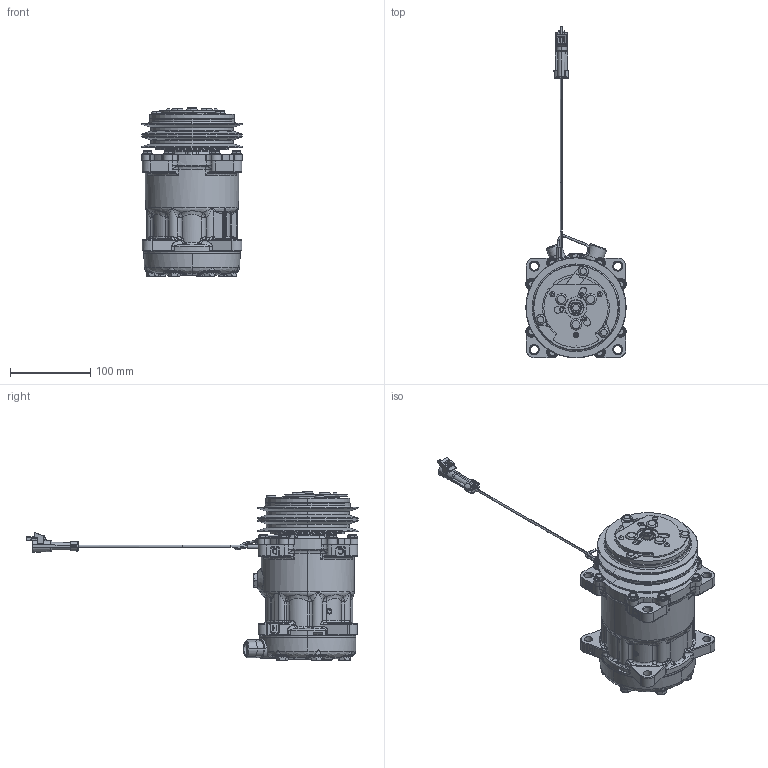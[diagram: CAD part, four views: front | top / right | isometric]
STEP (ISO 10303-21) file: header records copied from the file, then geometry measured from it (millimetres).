
FILE_DESCRIPTION (( 'STEP AP203' ), '1' );
FILE_NAME ('SANDEN_4093_REV_C_COMPR_AC.STEP', '2010-10-11T15:56:13', ( '' ), ( '' ), 'SwSTEP 2.0', 'SolidWorks 2010', '' );
FILE_SCHEMA (( 'CONFIG_CONTROL_DESIGN' ));
Length unit declared in the file: millimetre
Products named in the file (1): SANDEN_4093_REV_C_COMPR_AC
Bounding box: 125 x 413.4 x 211.44 mm (x, y, z)
Volume: 2055051.3 mm3; surface area: 252111 mm2
Topology: 3 solids, 16 shells, 2497 faces, 6545 edges, 4098 vertices
Faces by surface type: cylinder 825, plane 689, bspline 459, cone 273, torus 231, sphere 20
Entity records: 162876 total; most frequent: CARTESIAN_POINT 106567, ORIENTED_EDGE 12992, DIRECTION 10025, EDGE_CURVE 6496, VERTEX_POINT 4094, AXIS2_PLACEMENT_3D 3963, EDGE_LOOP 2690, ADVANCED_FACE 2495
